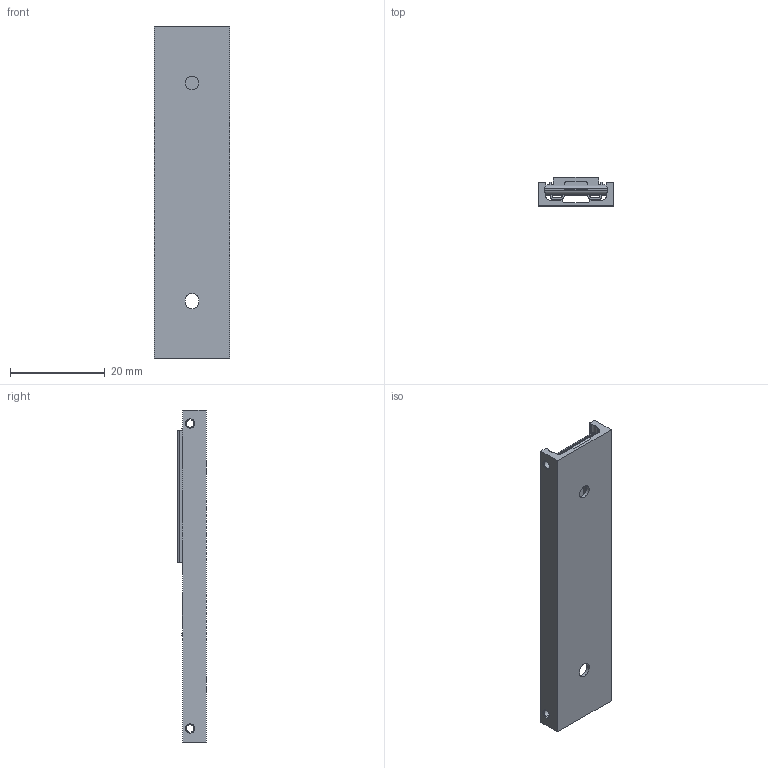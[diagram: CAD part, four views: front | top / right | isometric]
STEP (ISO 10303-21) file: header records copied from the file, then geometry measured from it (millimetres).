
FILE_DESCRIPTION (( 'STEP AP214' ), '1' );
FILE_NAME ('arl2-16-70.step', '2014-06-16T03:05:44', ( '' ), ( '' ), 'SwSTEP 2.0', 'SolidWorks 2013', '' );
FILE_SCHEMA (( 'AUTOMOTIVE_DESIGN' ));
Length unit declared in the file: millimetre
Products named in the file (6): arl2-16-70; arl2-16-70-03; arl2-16-70-03-02; arl2-16-70-03-01; arl2-16-70-02; arl2-16-70-01
Assembly tree (20 placements, depth 3):
  arl2-16-70
    arl2-16-70-01
    arl2-16-70-02
    arl2-16-70-03
      arl2-16-70-03-01
      arl2-16-70-03-02  x16
Bounding box: 16 x 6 x 70 mm (x, y, z)
Volume: 3071.7 mm3; surface area: 6503.7 mm2
Topology: 21 solids, 21 shells, 276 faces, 814 edges, 542 vertices
Faces by surface type: plane 119, cylinder 111, sphere 32, bspline 12, cone 2
Full cylindrical faces by diameter (mm): 2 x4, 2.5 x2, 2.8 x1
Entity records: 8935 total; most frequent: CARTESIAN_POINT 1792, DIRECTION 1463, ORIENTED_EDGE 1406, EDGE_CURVE 703, AXIS2_PLACEMENT_3D 533, VERTEX_POINT 472, LINE 397, VECTOR 397
